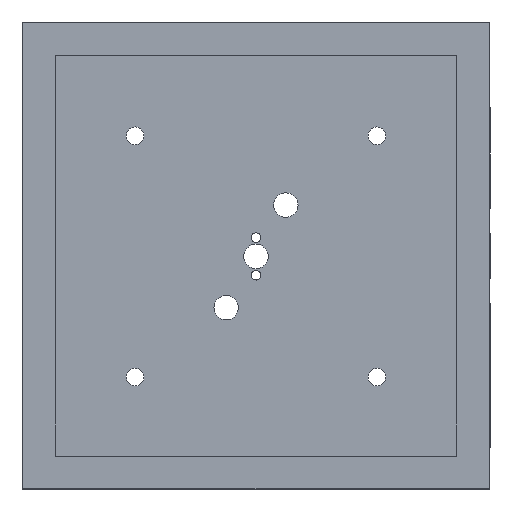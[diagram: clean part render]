
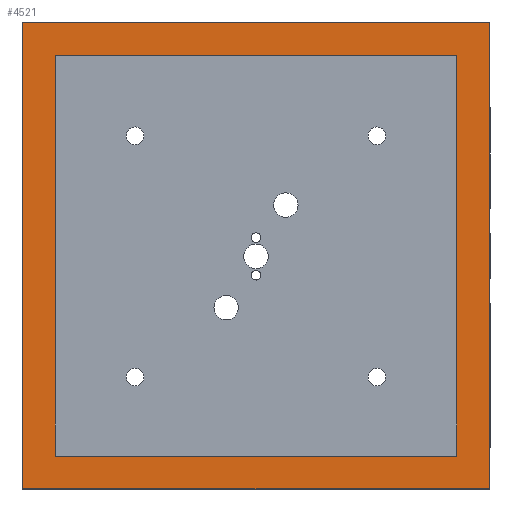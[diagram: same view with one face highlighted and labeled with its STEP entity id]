
A CAD part, top view. The second image highlights one B-rep face of the part: STEP entity #4521.
In plain terms, the highlighted planar face has unit normal (0, 0, 1).
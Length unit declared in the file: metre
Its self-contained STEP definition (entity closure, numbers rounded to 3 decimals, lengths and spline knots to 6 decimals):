
#8 = CARTESIAN_POINT ( 'NONE',  ( -1.495505, 1.4925, 3.484 ) ) ;
#73 = DIRECTION ( 'NONE',  ( 1., 0., 0. ) ) ;
#135 = CARTESIAN_POINT ( 'NONE',  ( 1.495505, -1.4925, 3.484 ) ) ;
#205 = VECTOR ( 'NONE', #3687, 1. ) ;
#231 = LINE ( 'NONE', #268, #1844 ) ;
#268 = CARTESIAN_POINT ( 'NONE',  ( -1.742, 1.7385, 3.484 ) ) ;
#521 = VECTOR ( 'NONE', #1148, 1. ) ;
#649 = ORIENTED_EDGE ( 'NONE', *, *, #1011, .T. ) ;
#694 = DIRECTION ( 'NONE',  ( 0., 0., 1. ) ) ;
#716 = VECTOR ( 'NONE', #4222, 1. ) ;
#856 = VECTOR ( 'NONE', #2700, 1. ) ;
#1011 = EDGE_CURVE ( 'NONE', #5063, #4072, #231, .T. ) ;
#1148 = DIRECTION ( 'NONE',  ( -1., 0., 0. ) ) ;
#1179 = LINE ( 'NONE', #8, #521 ) ;
#1255 = ORIENTED_EDGE ( 'NONE', *, *, #6840, .F. ) ;
#1353 = CARTESIAN_POINT ( 'NONE',  ( -1.495505, 1.4925, 3.484 ) ) ;
#1406 = CARTESIAN_POINT ( 'NONE',  ( -1.742, 1.7385, 3.484 ) ) ;
#1622 = EDGE_CURVE ( 'NONE', #3385, #6351, #2105, .T. ) ;
#1676 = CARTESIAN_POINT ( 'NONE',  ( 0., 0., 3.484 ) ) ;
#1734 = LINE ( 'NONE', #2252, #3292 ) ;
#1789 = LINE ( 'NONE', #3540, #3295 ) ;
#1844 = VECTOR ( 'NONE', #6232, 1. ) ;
#1884 = ORIENTED_EDGE ( 'NONE', *, *, #4841, .T. ) ;
#1973 = CARTESIAN_POINT ( 'NONE',  ( 1.742, -1.7385, 3.484 ) ) ;
#1986 = LINE ( 'NONE', #2527, #716 ) ;
#2105 = LINE ( 'NONE', #5369, #856 ) ;
#2150 = EDGE_CURVE ( 'NONE', #4072, #2291, #2652, .T. ) ;
#2252 = CARTESIAN_POINT ( 'NONE',  ( -1.495505, -1.4925, 3.484 ) ) ;
#2291 = VERTEX_POINT ( 'NONE', #1973 ) ;
#2330 = FACE_OUTER_BOUND ( 'NONE', #2520, .T. ) ;
#2508 = DIRECTION ( 'NONE',  ( -1., 0., 0. ) ) ;
#2512 = CARTESIAN_POINT ( 'NONE',  ( 1.742, 1.7385, 3.484 ) ) ;
#2520 = EDGE_LOOP ( 'NONE', ( #1884, #4293, #649, #6746 ) ) ;
#2527 = CARTESIAN_POINT ( 'NONE',  ( -1.495505, -1.4925, 3.484 ) ) ;
#2540 = VERTEX_POINT ( 'NONE', #4526 ) ;
#2652 = LINE ( 'NONE', #4235, #205 ) ;
#2700 = DIRECTION ( 'NONE',  ( 0., 1., 0. ) ) ;
#2789 = EDGE_CURVE ( 'NONE', #5429, #5063, #3008, .T. ) ;
#2930 = VECTOR ( 'NONE', #2508, 1. ) ;
#2995 = VERTEX_POINT ( 'NONE', #1353 ) ;
#3008 = LINE ( 'NONE', #1406, #2930 ) ;
#3292 = VECTOR ( 'NONE', #73, 1. ) ;
#3295 = VECTOR ( 'NONE', #5115, 1. ) ;
#3385 = VERTEX_POINT ( 'NONE', #135 ) ;
#3485 = FACE_BOUND ( 'NONE', #4953, .T. ) ;
#3540 = CARTESIAN_POINT ( 'NONE',  ( 1.742, 1.7385, 3.484 ) ) ;
#3687 = DIRECTION ( 'NONE',  ( 1., 0., 0. ) ) ;
#3946 = ORIENTED_EDGE ( 'NONE', *, *, #1622, .F. ) ;
#4071 = AXIS2_PLACEMENT_3D ( 'NONE', #1676, #694, #4451 ) ;
#4072 = VERTEX_POINT ( 'NONE', #4302 ) ;
#4185 = CARTESIAN_POINT ( 'NONE',  ( 1.495505, 1.4925, 3.484 ) ) ;
#4222 = DIRECTION ( 'NONE',  ( 0., -1., 0. ) ) ;
#4235 = CARTESIAN_POINT ( 'NONE',  ( -1.742, -1.7385, 3.484 ) ) ;
#4293 = ORIENTED_EDGE ( 'NONE', *, *, #2789, .T. ) ;
#4302 = CARTESIAN_POINT ( 'NONE',  ( -1.742, -1.7385, 3.484 ) ) ;
#4451 = DIRECTION ( 'NONE',  ( 1., 0., 0. ) ) ;
#4521 = ADVANCED_FACE ( 'NONE', ( #2330, #3485 ), #5700, .T. ) ;
#4526 = CARTESIAN_POINT ( 'NONE',  ( -1.495505, -1.4925, 3.484 ) ) ;
#4841 = EDGE_CURVE ( 'NONE', #2291, #5429, #1789, .T. ) ;
#4953 = EDGE_LOOP ( 'NONE', ( #3946, #5418, #1255, #7012 ) ) ;
#5063 = VERTEX_POINT ( 'NONE', #5866 ) ;
#5115 = DIRECTION ( 'NONE',  ( 0., 1., 0. ) ) ;
#5369 = CARTESIAN_POINT ( 'NONE',  ( 1.495505, -1.4925, 3.484 ) ) ;
#5418 = ORIENTED_EDGE ( 'NONE', *, *, #6256, .F. ) ;
#5429 = VERTEX_POINT ( 'NONE', #2512 ) ;
#5700 = PLANE ( 'NONE',  #4071 ) ;
#5718 = EDGE_CURVE ( 'NONE', #6351, #2995, #1179, .T. ) ;
#5866 = CARTESIAN_POINT ( 'NONE',  ( -1.742, 1.7385, 3.484 ) ) ;
#6232 = DIRECTION ( 'NONE',  ( 0., -1., 0. ) ) ;
#6256 = EDGE_CURVE ( 'NONE', #2540, #3385, #1734, .T. ) ;
#6351 = VERTEX_POINT ( 'NONE', #4185 ) ;
#6746 = ORIENTED_EDGE ( 'NONE', *, *, #2150, .T. ) ;
#6840 = EDGE_CURVE ( 'NONE', #2995, #2540, #1986, .T. ) ;
#7012 = ORIENTED_EDGE ( 'NONE', *, *, #5718, .F. ) ;
